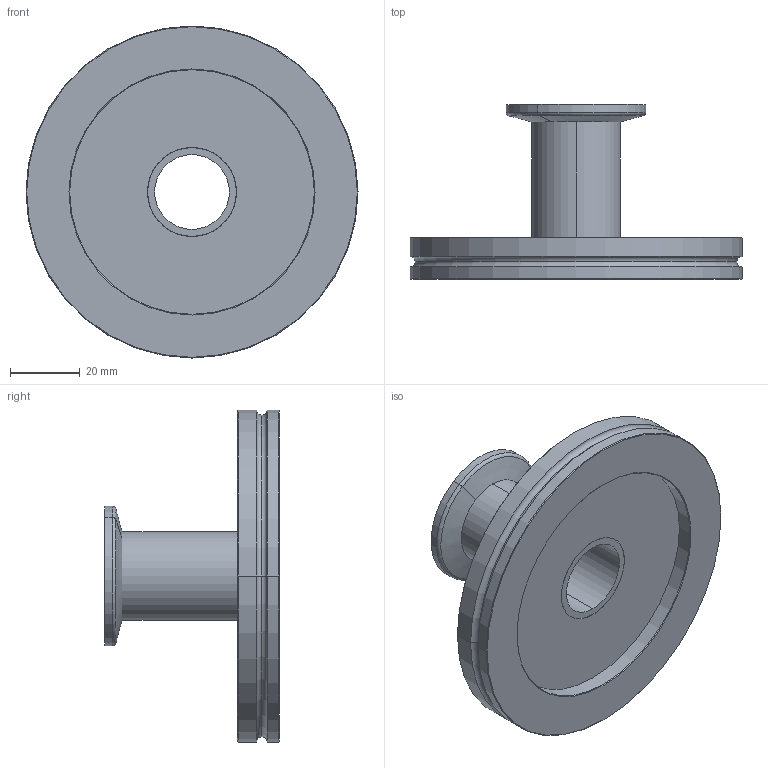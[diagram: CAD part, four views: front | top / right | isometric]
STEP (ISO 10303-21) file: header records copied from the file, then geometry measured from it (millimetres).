
FILE_DESCRIPTION (( 'STEP AP214' ), '1' );
FILE_NAME ('Hositrad_ISO63-25A.STEP', '2018-06-22T16:21:54', ( '' ), ( '' ), 'SwSTEP 2.0', 'SolidWorks 2018', '' );
FILE_SCHEMA (( 'AUTOMOTIVE_DESIGN' ));
Length unit declared in the file: millimetre
Products named in the file (4): KF25-WS; ISO-K-TO-KF-Adapter_ISO-Flange-All_ISO63-25A; Hositrad_ISO63-25A; ISO-K to KF_Tube-All_D-25.4
Assembly tree (3 placements, depth 2):
  Hositrad_ISO63-25A
    ISO-K-TO-KF-Adapter_ISO-Flange-All_ISO63-25A
    ISO-K to KF_Tube-All_D-25.4
    KF25-WS
Bounding box: 95 x 50 x 95 mm (x, y, z)
Volume: 67827.5 mm3; surface area: 28639.2 mm2
Topology: 3 solids, 3 shells, 52 faces, 104 edges, 62 vertices
Faces by surface type: cylinder 24, cone 12, plane 10, torus 6
Entity records: 1526 total; most frequent: DIRECTION 288, CARTESIAN_POINT 224, ORIENTED_EDGE 208, AXIS2_PLACEMENT_3D 126, EDGE_CURVE 104, CIRCLE 68, EDGE_LOOP 62, VERTEX_POINT 62
